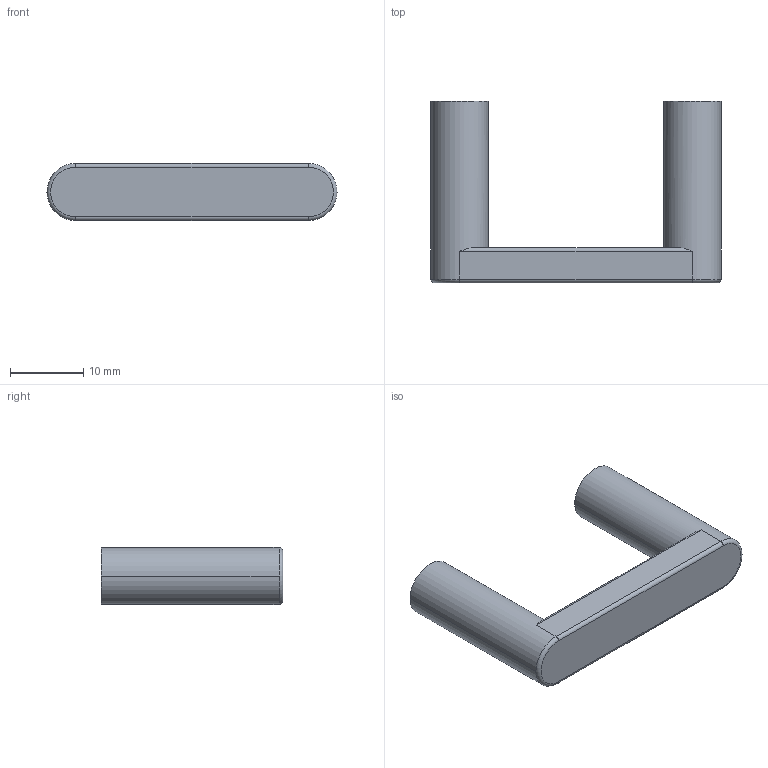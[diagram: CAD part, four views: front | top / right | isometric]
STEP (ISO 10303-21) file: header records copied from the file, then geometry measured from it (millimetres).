
FILE_DESCRIPTION(('Creo Elements/Direct Modeling STEP Export'),'2;1');
FILE_NAME('1601-40.stp','2025-01-13T10:40:27',(''),(''),'Creo Elements/Direct Modeling STEP processor for AP214 (Solid Model)','Creo Elements/Direct Modeling 20.0 12-Nov-2016 (C) Parametric Technology GmbH','');
FILE_SCHEMA(('AUTOMOTIVE_DESIGN { 1 0 10303 214 1 1 1 1 }'));
Length unit declared in the file: millimetre
Products named in the file (1): ZN-4976
Bounding box: 39.6 x 24.8 x 7.8 mm (x, y, z)
Volume: 3088.3 mm3; surface area: 2225.9 mm2
Topology: 1 solids, 1 shells, 34 faces, 78 edges, 46 vertices
Faces by surface type: cylinder 16, plane 8, cone 8, torus 2
Entity records: 1096 total; most frequent: CARTESIAN_POINT 321, DIRECTION 150, ORIENTED_EDGE 148, EDGE_CURVE 74, AXIS2_PLACEMENT_3D 59, VERTEX_POINT 46, EDGE_LOOP 38, FACE_OUTER_BOUND 34
